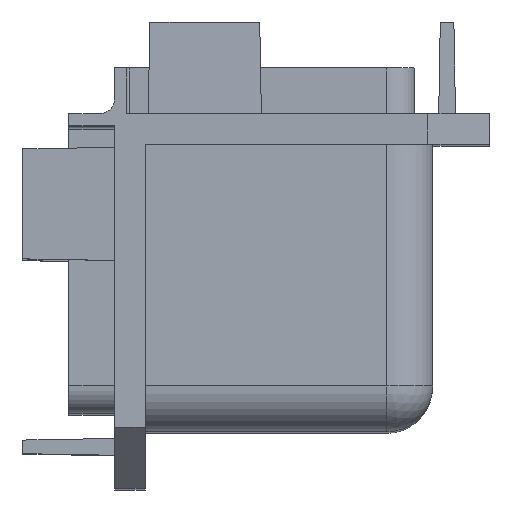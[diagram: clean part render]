
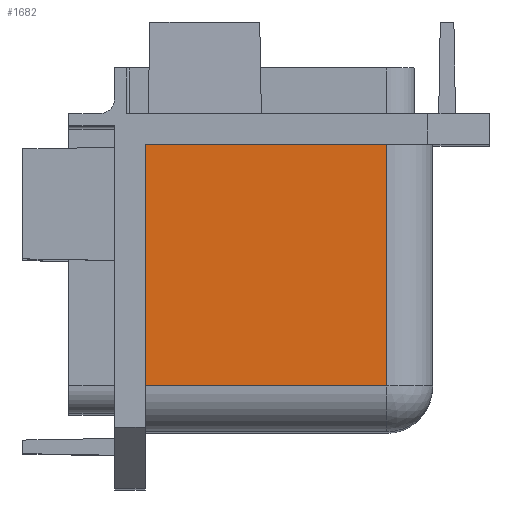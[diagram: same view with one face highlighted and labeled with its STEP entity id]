
A CAD part, top view. The second image highlights one B-rep face of the part: STEP entity #1682.
In plain terms, the highlighted planar face has unit normal (0, 0, 1).
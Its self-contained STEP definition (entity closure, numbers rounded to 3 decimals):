
#118=FACE_OUTER_BOUND('',#217,.T.);
#217=EDGE_LOOP('',(#1199,#1200,#1201,#1202));
#337=LINE('',#2515,#535);
#348=LINE('',#2538,#546);
#350=LINE('',#2555,#548);
#356=LINE('',#2568,#554);
#535=VECTOR('',#1994,10.);
#546=VECTOR('',#2015,10.);
#548=VECTOR('',#2037,10.);
#554=VECTOR('',#2053,10.);
#735=VERTEX_POINT('',#2512);
#736=VERTEX_POINT('',#2514);
#743=VERTEX_POINT('',#2536);
#747=VERTEX_POINT('',#2552);
#899=EDGE_CURVE('',#735,#736,#337,.T.);
#911=EDGE_CURVE('',#743,#735,#348,.T.);
#919=EDGE_CURVE('',#743,#747,#350,.T.);
#926=EDGE_CURVE('',#736,#747,#356,.T.);
#1199=ORIENTED_EDGE('',*,*,#911,.F.);
#1200=ORIENTED_EDGE('',*,*,#919,.T.);
#1201=ORIENTED_EDGE('',*,*,#926,.F.);
#1202=ORIENTED_EDGE('',*,*,#899,.F.);
#1609=PLANE('',#1815);
#1682=ADVANCED_FACE('',(#118),#1609,.F.);
#1815=AXIS2_PLACEMENT_3D('',#2567,#2051,#2052);
#1994=DIRECTION('',(0.,1.,0.));
#2015=DIRECTION('',(-1.,0.,0.));
#2037=DIRECTION('',(0.,1.,0.));
#2051=DIRECTION('center_axis',(0.,0.,-1.));
#2052=DIRECTION('ref_axis',(-1.,0.,0.));
#2053=DIRECTION('',(1.,0.,0.));
#2512=CARTESIAN_POINT('',(0.7,-17.8,-3.7));
#2514=CARTESIAN_POINT('',(0.7,-2.,-3.7));
#2515=CARTESIAN_POINT('',(0.7,-2.,-3.7));
#2536=CARTESIAN_POINT('',(16.5,-17.8,-3.7));
#2538=CARTESIAN_POINT('',(-1.3,-17.8,-3.7));
#2552=CARTESIAN_POINT('',(16.5,-2.,-3.7));
#2555=CARTESIAN_POINT('',(16.5,-4.7,-3.7));
#2567=CARTESIAN_POINT('Origin',(11.95,-13.25,-3.7));
#2568=CARTESIAN_POINT('',(23.2,-2.,-3.7));
